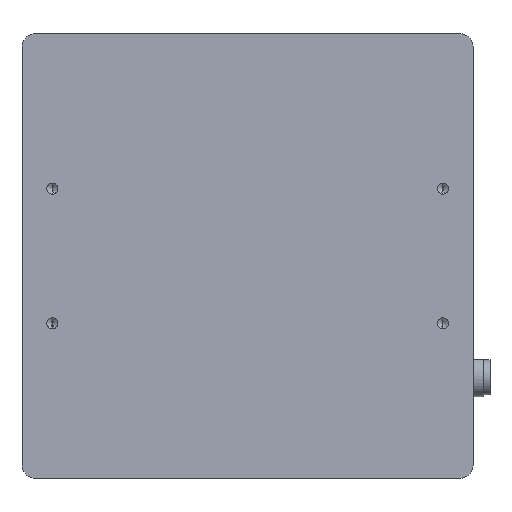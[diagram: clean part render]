
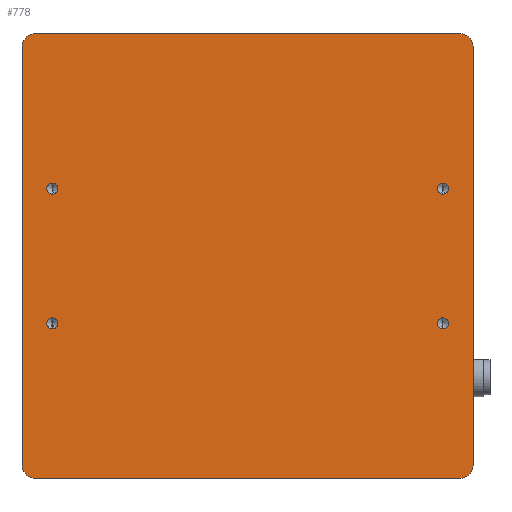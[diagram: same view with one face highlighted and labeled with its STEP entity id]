
A CAD part, front view. The second image highlights one B-rep face of the part: STEP entity #778.
In plain terms, the highlighted planar face has unit normal (0, -1, 0).
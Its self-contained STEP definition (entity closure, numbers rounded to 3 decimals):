
#678 = FACE_OUTER_BOUND ( 'NONE', #3185, .T. ) ;
#680 = FACE_BOUND ( 'NONE', #3140, .T. ) ;
#682 = FACE_BOUND ( 'NONE', #3157, .T. ) ;
#687 = FACE_BOUND ( 'NONE', #3123, .T. ) ;
#730 = FACE_BOUND ( 'NONE', #3211, .T. ) ;
#778 = ADVANCED_FACE ( 'NONE', ( #687, #730, #682, #680, #678 ), #3532, .T. ) ;
#1464 = AXIS2_PLACEMENT_3D ( 'NONE', #8814, #8829, #8815 ) ;
#1470 = AXIS2_PLACEMENT_3D ( 'NONE', #8803, #8836, #8798 ) ;
#1476 = AXIS2_PLACEMENT_3D ( 'NONE', #8737, #8744, #8746 ) ;
#1478 = AXIS2_PLACEMENT_3D ( 'NONE', #8714, #8715, #8735 ) ;
#1485 = AXIS2_PLACEMENT_3D ( 'NONE', #8764, #8755, #8781 ) ;
#1488 = AXIS2_PLACEMENT_3D ( 'NONE', #8728, #8736, #8729 ) ;
#1509 = AXIS2_PLACEMENT_3D ( 'NONE', #8796, #8752, #8783 ) ;
#1516 = AXIS2_PLACEMENT_3D ( 'NONE', #8673, #8717, #8722 ) ;
#1736 = AXIS2_PLACEMENT_3D ( 'NONE', #11157, #11176, #11177 ) ;
#1751 = AXIS2_PLACEMENT_3D ( 'NONE', #11122, #11146, #11116 ) ;
#1758 = AXIS2_PLACEMENT_3D ( 'NONE', #11167, #11155, #11197 ) ;
#1761 = AXIS2_PLACEMENT_3D ( 'NONE', #11110, #11179, #11173 ) ;
#2057 = AXIS2_PLACEMENT_3D ( 'NONE', #3514, #3524, #3528 ) ;
#3123 = EDGE_LOOP ( 'NONE', ( #15381, #15349 ) ) ;
#3140 = EDGE_LOOP ( 'NONE', ( #15421, #15431 ) ) ;
#3157 = EDGE_LOOP ( 'NONE', ( #15383, #15322 ) ) ;
#3185 = EDGE_LOOP ( 'NONE', ( #15342, #15378, #15359, #15430, #15400, #15372, #15356, #15412 ) ) ;
#3211 = EDGE_LOOP ( 'NONE', ( #15319, #15341 ) ) ;
#3514 = CARTESIAN_POINT ( 'NONE',  ( 67., 0., -66. ) ) ;
#3524 = DIRECTION ( 'NONE',  ( 0., -1., 0. ) ) ;
#3528 = DIRECTION ( 'NONE',  ( 0., 0., -1. ) ) ;
#3532 = PLANE ( 'NONE',  #2057 ) ;
#5148 = CARTESIAN_POINT ( 'NONE',  ( 58., 0., 18.35 ) ) ;
#5910 = CARTESIAN_POINT ( 'NONE',  ( -67., 0., 62. ) ) ;
#5914 = CARTESIAN_POINT ( 'NONE',  ( -67., 0., -62. ) ) ;
#5925 = CARTESIAN_POINT ( 'NONE',  ( 67., 0., -62. ) ) ;
#5948 = CARTESIAN_POINT ( 'NONE',  ( 67., 0., 62. ) ) ;
#5957 = CARTESIAN_POINT ( 'NONE',  ( 63., 0., 66. ) ) ;
#5963 = CARTESIAN_POINT ( 'NONE',  ( -63., 0., -66. ) ) ;
#5968 = CARTESIAN_POINT ( 'NONE',  ( -63., 0., 66. ) ) ;
#5971 = CARTESIAN_POINT ( 'NONE',  ( 58., 0., -18.35 ) ) ;
#5996 = CARTESIAN_POINT ( 'NONE',  ( 58., 0., -21.65 ) ) ;
#6015 = CARTESIAN_POINT ( 'NONE',  ( 63., 0., -66. ) ) ;
#6153 = VECTOR ( 'NONE', #8725, 1000. ) ;
#6180 = LINE ( 'NONE', #8706, #6188 ) ;
#6188 = VECTOR ( 'NONE', #8687, 1000. ) ;
#6196 = LINE ( 'NONE', #8699, #6153 ) ;
#6203 = CIRCLE ( 'NONE', #1476, 4. ) ;
#6208 = CIRCLE ( 'NONE', #1516, 1.65 ) ;
#6212 = LINE ( 'NONE', #8750, #6244 ) ;
#6218 = CIRCLE ( 'NONE', #1478, 1.65 ) ;
#6222 = VECTOR ( 'NONE', #8711, 1000. ) ;
#6228 = CIRCLE ( 'NONE', #1509, 4. ) ;
#6236 = CIRCLE ( 'NONE', #1485, 4. ) ;
#6241 = CIRCLE ( 'NONE', #1488, 1.65 ) ;
#6244 = VECTOR ( 'NONE', #8751, 1000. ) ;
#6251 = LINE ( 'NONE', #8739, #6222 ) ;
#6274 = CIRCLE ( 'NONE', #1470, 4. ) ;
#6277 = CIRCLE ( 'NONE', #1464, 1.65 ) ;
#8673 = CARTESIAN_POINT ( 'NONE',  ( -58., 0., 20. ) ) ;
#8687 = DIRECTION ( 'NONE',  ( 0., 0., -1. ) ) ;
#8699 = CARTESIAN_POINT ( 'NONE',  ( -67., 0., -66. ) ) ;
#8706 = CARTESIAN_POINT ( 'NONE',  ( 67., 0., 66. ) ) ;
#8711 = DIRECTION ( 'NONE',  ( 0., 0., 1. ) ) ;
#8714 = CARTESIAN_POINT ( 'NONE',  ( 58., 0., -20. ) ) ;
#8715 = DIRECTION ( 'NONE',  ( 0., -1., 0. ) ) ;
#8717 = DIRECTION ( 'NONE',  ( 0., -1., 0. ) ) ;
#8722 = DIRECTION ( 'NONE',  ( 0., 0., -1. ) ) ;
#8725 = DIRECTION ( 'NONE',  ( -1., 0., 0. ) ) ;
#8728 = CARTESIAN_POINT ( 'NONE',  ( -58., 0., -20. ) ) ;
#8729 = DIRECTION ( 'NONE',  ( 0., 0., -1. ) ) ;
#8735 = DIRECTION ( 'NONE',  ( 0., 0., -1. ) ) ;
#8736 = DIRECTION ( 'NONE',  ( 0., -1., 0. ) ) ;
#8737 = CARTESIAN_POINT ( 'NONE',  ( -63., 0., 62. ) ) ;
#8739 = CARTESIAN_POINT ( 'NONE',  ( -67., 0., 66. ) ) ;
#8744 = DIRECTION ( 'NONE',  ( 0., -1., 0. ) ) ;
#8746 = DIRECTION ( 'NONE',  ( 0., 0., -1. ) ) ;
#8750 = CARTESIAN_POINT ( 'NONE',  ( -67., 0., 66. ) ) ;
#8751 = DIRECTION ( 'NONE',  ( 1., 0., 0. ) ) ;
#8752 = DIRECTION ( 'NONE',  ( 0., -1., 0. ) ) ;
#8755 = DIRECTION ( 'NONE',  ( 0., -1., 0. ) ) ;
#8764 = CARTESIAN_POINT ( 'NONE',  ( -63., 0., -62. ) ) ;
#8781 = DIRECTION ( 'NONE',  ( 0., 0., -1. ) ) ;
#8783 = DIRECTION ( 'NONE',  ( 0., 0., -1. ) ) ;
#8796 = CARTESIAN_POINT ( 'NONE',  ( 63., 0., 62. ) ) ;
#8798 = DIRECTION ( 'NONE',  ( 0., 0., -1. ) ) ;
#8803 = CARTESIAN_POINT ( 'NONE',  ( 63., 0., -62. ) ) ;
#8814 = CARTESIAN_POINT ( 'NONE',  ( 58., 0., 20. ) ) ;
#8815 = DIRECTION ( 'NONE',  ( 0., 0., -1. ) ) ;
#8829 = DIRECTION ( 'NONE',  ( 0., -1., 0. ) ) ;
#8836 = DIRECTION ( 'NONE',  ( 0., -1., 0. ) ) ;
#8966 = CIRCLE ( 'NONE', #1751, 1.65 ) ;
#9003 = CIRCLE ( 'NONE', #1761, 1.65 ) ;
#9036 = CIRCLE ( 'NONE', #1758, 1.65 ) ;
#9051 = CIRCLE ( 'NONE', #1736, 1.65 ) ;
#9897 = CARTESIAN_POINT ( 'NONE',  ( 58., 0., 21.65 ) ) ;
#9903 = CARTESIAN_POINT ( 'NONE',  ( -58., 0., 21.65 ) ) ;
#9904 = CARTESIAN_POINT ( 'NONE',  ( -58., 0., -21.65 ) ) ;
#9956 = CARTESIAN_POINT ( 'NONE',  ( -58., 0., -18.35 ) ) ;
#9963 = CARTESIAN_POINT ( 'NONE',  ( -58., 0., 18.35 ) ) ;
#11110 = CARTESIAN_POINT ( 'NONE',  ( 58., 0., 20. ) ) ;
#11116 = DIRECTION ( 'NONE',  ( 0., 0., -1. ) ) ;
#11122 = CARTESIAN_POINT ( 'NONE',  ( 58., 0., -20. ) ) ;
#11146 = DIRECTION ( 'NONE',  ( 0., -1., 0. ) ) ;
#11155 = DIRECTION ( 'NONE',  ( 0., -1., 0. ) ) ;
#11157 = CARTESIAN_POINT ( 'NONE',  ( -58., 0., 20. ) ) ;
#11167 = CARTESIAN_POINT ( 'NONE',  ( -58., 0., -20. ) ) ;
#11173 = DIRECTION ( 'NONE',  ( 0., 0., -1. ) ) ;
#11176 = DIRECTION ( 'NONE',  ( 0., -1., 0. ) ) ;
#11177 = DIRECTION ( 'NONE',  ( 0., 0., -1. ) ) ;
#11179 = DIRECTION ( 'NONE',  ( 0., -1., 0. ) ) ;
#11197 = DIRECTION ( 'NONE',  ( 0., 0., -1. ) ) ;
#12329 = VERTEX_POINT ( 'NONE', #5148 ) ;
#12390 = VERTEX_POINT ( 'NONE', #5910 ) ;
#12401 = VERTEX_POINT ( 'NONE', #5925 ) ;
#12406 = VERTEX_POINT ( 'NONE', #5948 ) ;
#12417 = VERTEX_POINT ( 'NONE', #5957 ) ;
#12418 = VERTEX_POINT ( 'NONE', #5963 ) ;
#12424 = VERTEX_POINT ( 'NONE', #5968 ) ;
#12426 = VERTEX_POINT ( 'NONE', #5914 ) ;
#12434 = VERTEX_POINT ( 'NONE', #6015 ) ;
#12442 = VERTEX_POINT ( 'NONE', #5996 ) ;
#12461 = VERTEX_POINT ( 'NONE', #5971 ) ;
#13192 = EDGE_CURVE ( 'NONE', #12406, #12401, #6180, .T. ) ;
#13199 = EDGE_CURVE ( 'NONE', #15605, #15508, #6208, .T. ) ;
#13200 = EDGE_CURVE ( 'NONE', #12434, #12418, #6196, .T. ) ;
#13203 = EDGE_CURVE ( 'NONE', #12424, #12417, #6212, .T. ) ;
#13209 = EDGE_CURVE ( 'NONE', #15562, #15600, #6241, .T. ) ;
#13210 = EDGE_CURVE ( 'NONE', #12426, #12390, #6251, .T. ) ;
#13214 = EDGE_CURVE ( 'NONE', #12424, #12390, #6203, .T. ) ;
#13216 = EDGE_CURVE ( 'NONE', #12442, #12461, #6218, .T. ) ;
#13219 = EDGE_CURVE ( 'NONE', #12406, #12417, #6228, .T. ) ;
#13223 = EDGE_CURVE ( 'NONE', #12426, #12418, #6236, .T. ) ;
#13240 = EDGE_CURVE ( 'NONE', #12329, #15505, #6277, .T. ) ;
#13241 = EDGE_CURVE ( 'NONE', #12434, #12401, #6274, .T. ) ;
#14316 = EDGE_CURVE ( 'NONE', #12461, #12442, #8966, .T. ) ;
#14327 = EDGE_CURVE ( 'NONE', #15505, #12329, #9003, .T. ) ;
#14349 = EDGE_CURVE ( 'NONE', #15600, #15562, #9036, .T. ) ;
#14350 = EDGE_CURVE ( 'NONE', #15508, #15605, #9051, .T. ) ;
#15319 = ORIENTED_EDGE ( 'NONE', *, *, #13209, .F. ) ;
#15322 = ORIENTED_EDGE ( 'NONE', *, *, #14327, .F. ) ;
#15341 = ORIENTED_EDGE ( 'NONE', *, *, #14349, .F. ) ;
#15342 = ORIENTED_EDGE ( 'NONE', *, *, #13192, .F. ) ;
#15349 = ORIENTED_EDGE ( 'NONE', *, *, #14350, .F. ) ;
#15356 = ORIENTED_EDGE ( 'NONE', *, *, #13200, .F. ) ;
#15359 = ORIENTED_EDGE ( 'NONE', *, *, #13203, .F. ) ;
#15372 = ORIENTED_EDGE ( 'NONE', *, *, #13223, .T. ) ;
#15378 = ORIENTED_EDGE ( 'NONE', *, *, #13219, .T. ) ;
#15381 = ORIENTED_EDGE ( 'NONE', *, *, #13199, .F. ) ;
#15383 = ORIENTED_EDGE ( 'NONE', *, *, #13240, .F. ) ;
#15400 = ORIENTED_EDGE ( 'NONE', *, *, #13210, .F. ) ;
#15412 = ORIENTED_EDGE ( 'NONE', *, *, #13241, .T. ) ;
#15421 = ORIENTED_EDGE ( 'NONE', *, *, #13216, .F. ) ;
#15430 = ORIENTED_EDGE ( 'NONE', *, *, #13214, .T. ) ;
#15431 = ORIENTED_EDGE ( 'NONE', *, *, #14316, .F. ) ;
#15505 = VERTEX_POINT ( 'NONE', #9897 ) ;
#15508 = VERTEX_POINT ( 'NONE', #9903 ) ;
#15562 = VERTEX_POINT ( 'NONE', #9904 ) ;
#15600 = VERTEX_POINT ( 'NONE', #9956 ) ;
#15605 = VERTEX_POINT ( 'NONE', #9963 ) ;
